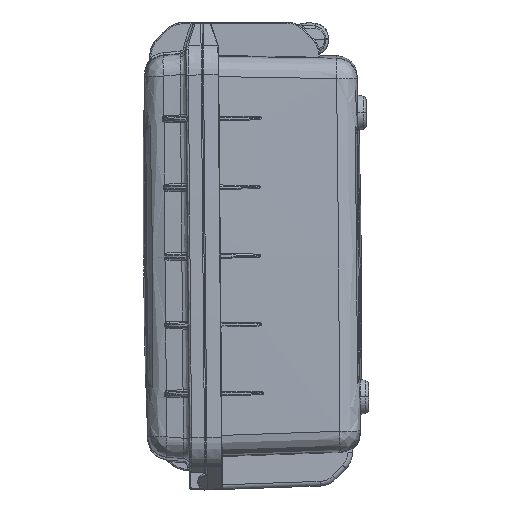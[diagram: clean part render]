
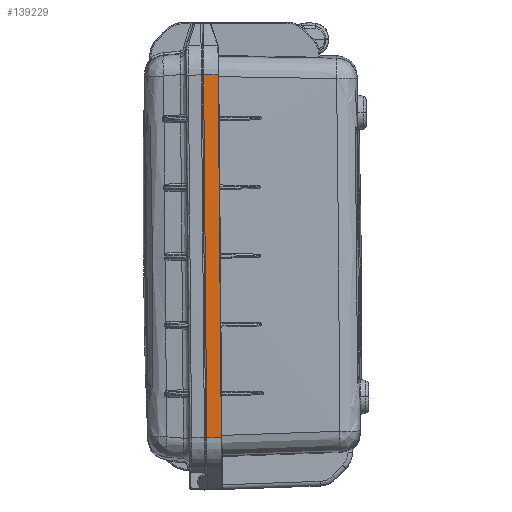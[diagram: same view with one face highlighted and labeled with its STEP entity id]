
A CAD part, left-side view. The second image highlights one B-rep face of the part: STEP entity #139229.
In plain terms, the highlighted conical face has half-angle 1.5 degrees and reference radius 5935.08 mm.
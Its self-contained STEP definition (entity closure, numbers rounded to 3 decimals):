
#6061 = CARTESIAN_POINT ( 'NONE',  ( 5702.583, 0., -13.513 ) ) ;
#6970 = DIRECTION ( 'NONE',  ( 0., 0., 1. ) ) ;
#9255 = CARTESIAN_POINT ( 'NONE',  ( -230.134, -155.522, -13.513 ) ) ;
#12570 = VERTEX_POINT ( 'NONE', #113364 ) ;
#13704 = AXIS2_PLACEMENT_3D ( 'NONE', #176932, #6970, #161256 ) ;
#16721 = AXIS2_PLACEMENT_3D ( 'NONE', #101459, #81470, #119379 ) ;
#48663 = VERTEX_POINT ( 'NONE', #144596 ) ;
#48815 = CIRCLE ( 'NONE', #16721, 5935.083 ) ;
#64093 = VECTOR ( 'NONE', #85454, 1000. ) ;
#67253 = VERTEX_POINT ( 'NONE', #9255 ) ;
#76092 = CARTESIAN_POINT ( 'NONE',  ( -230.462, -155.53, -1. ) ) ;
#77349 = VERTEX_POINT ( 'NONE', #131708 ) ;
#79795 = ORIENTED_EDGE ( 'NONE', *, *, #183008, .F. ) ;
#81470 = DIRECTION ( 'NONE',  ( 0., 0., -1. ) ) ;
#81568 = CONICAL_SURFACE ( 'NONE', #13704, 5935.083, 0.026 ) ;
#85454 = DIRECTION ( 'NONE',  ( 0.026, -0.001, -1. ) ) ;
#87118 = ORIENTED_EDGE ( 'NONE', *, *, #101655, .T. ) ;
#101459 = CARTESIAN_POINT ( 'NONE',  ( 5702.583, 0., -1. ) ) ;
#101655 = EDGE_CURVE ( 'NONE', #77349, #48663, #170456, .T. ) ;
#104474 = DIRECTION ( 'NONE',  ( 0., 0., -1. ) ) ;
#106486 = FACE_OUTER_BOUND ( 'NONE', #141132, .T. ) ;
#107772 = DIRECTION ( 'NONE',  ( 1., 0., 0. ) ) ;
#109597 = LINE ( 'NONE', #76092, #205343 ) ;
#113364 = CARTESIAN_POINT ( 'NONE',  ( -230.462, -155.53, -1. ) ) ;
#119379 = DIRECTION ( 'NONE',  ( 1., 0., 0. ) ) ;
#120008 = CIRCLE ( 'NONE', #162801, 5934.756 ) ;
#131702 = EDGE_CURVE ( 'NONE', #67253, #48663, #120008, .T. ) ;
#131708 = CARTESIAN_POINT ( 'NONE',  ( -230.462, 155.53, -1. ) ) ;
#139229 = ADVANCED_FACE ( 'NONE', ( #106486 ), #81568, .T. ) ;
#141132 = EDGE_LOOP ( 'NONE', ( #79795, #152444, #87118, #219697 ) ) ;
#144596 = CARTESIAN_POINT ( 'NONE',  ( -230.134, 155.522, -13.513 ) ) ;
#152444 = ORIENTED_EDGE ( 'NONE', *, *, #161131, .T. ) ;
#161131 = EDGE_CURVE ( 'NONE', #12570, #77349, #48815, .T. ) ;
#161256 = DIRECTION ( 'NONE',  ( 1., 0., 0. ) ) ;
#162801 = AXIS2_PLACEMENT_3D ( 'NONE', #6061, #104474, #107772 ) ;
#170456 = LINE ( 'NONE', #171562, #64093 ) ;
#171562 = CARTESIAN_POINT ( 'NONE',  ( -230.462, 155.53, -1. ) ) ;
#174551 = DIRECTION ( 'NONE',  ( 0.026, 0.001, -1. ) ) ;
#176932 = CARTESIAN_POINT ( 'NONE',  ( 5702.583, 0., -1. ) ) ;
#183008 = EDGE_CURVE ( 'NONE', #12570, #67253, #109597, .T. ) ;
#205343 = VECTOR ( 'NONE', #174551, 1000. ) ;
#219697 = ORIENTED_EDGE ( 'NONE', *, *, #131702, .F. ) ;
